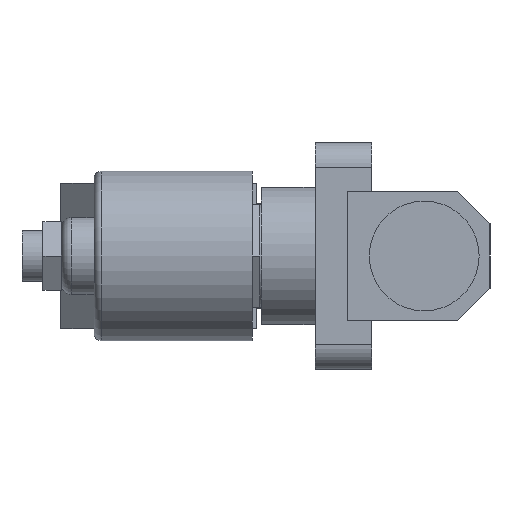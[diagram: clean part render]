
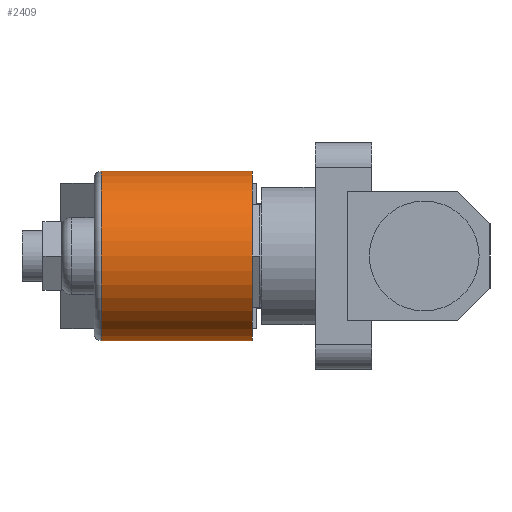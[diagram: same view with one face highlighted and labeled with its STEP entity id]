
A CAD part, left-side view. The second image highlights one B-rep face of the part: STEP entity #2409.
In plain terms, the highlighted cylindrical face has radius 21 mm (diameter 42 mm), a partial arc.
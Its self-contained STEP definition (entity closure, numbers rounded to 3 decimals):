
#3 = DIRECTION ( 'NONE',  ( 0., 0., 1. ) ) ;
#81 = CARTESIAN_POINT ( 'NONE',  ( 0., 9.42, 0. ) ) ;
#173 = CARTESIAN_POINT ( 'NONE',  ( 0., 9.42, 21. ) ) ;
#189 = LINE ( 'NONE', #1664, #195 ) ;
#195 = VECTOR ( 'NONE', #1130, 1000. ) ;
#272 = CARTESIAN_POINT ( 'NONE',  ( 0., 9.42, -21. ) ) ;
#311 = DIRECTION ( 'NONE',  ( 0., 1., 0. ) ) ;
#328 = DIRECTION ( 'NONE',  ( 0., 0., 1. ) ) ;
#404 = AXIS2_PLACEMENT_3D ( 'NONE', #2575, #1363, #2092 ) ;
#594 = ORIENTED_EDGE ( 'NONE', *, *, #772, .T. ) ;
#772 = EDGE_CURVE ( 'NONE', #2685, #2554, #3133, .T. ) ;
#865 = EDGE_LOOP ( 'NONE', ( #2762, #1551, #1571, #594 ) ) ;
#985 = CARTESIAN_POINT ( 'NONE',  ( 0., 46.82, 0. ) ) ;
#1026 = DIRECTION ( 'NONE',  ( 0., -1., 0. ) ) ;
#1097 = CIRCLE ( 'NONE', #1356, 21. ) ;
#1130 = DIRECTION ( 'NONE',  ( 0., -1., 0. ) ) ;
#1245 = DIRECTION ( 'NONE',  ( 0., -1., 0. ) ) ;
#1344 = FACE_OUTER_BOUND ( 'NONE', #865, .T. ) ;
#1356 = AXIS2_PLACEMENT_3D ( 'NONE', #985, #1245, #3 ) ;
#1363 = DIRECTION ( 'NONE',  ( 0., -1., 0. ) ) ;
#1477 = LINE ( 'NONE', #2249, #1648 ) ;
#1551 = ORIENTED_EDGE ( 'NONE', *, *, #3115, .T. ) ;
#1571 = ORIENTED_EDGE ( 'NONE', *, *, #2584, .T. ) ;
#1648 = VECTOR ( 'NONE', #1026, 1000. ) ;
#1664 = CARTESIAN_POINT ( 'NONE',  ( 0., 48.62, -21. ) ) ;
#2049 = AXIS2_PLACEMENT_3D ( 'NONE', #81, #311, #328 ) ;
#2092 = DIRECTION ( 'NONE',  ( 0., 0., -1. ) ) ;
#2249 = CARTESIAN_POINT ( 'NONE',  ( 0., 48.62, 21. ) ) ;
#2409 = ADVANCED_FACE ( 'NONE', ( #1344 ), #2852, .T. ) ;
#2446 = VERTEX_POINT ( 'NONE', #3021 ) ;
#2554 = VERTEX_POINT ( 'NONE', #173 ) ;
#2575 = CARTESIAN_POINT ( 'NONE',  ( 0., 48.62, 0. ) ) ;
#2584 = EDGE_CURVE ( 'NONE', #2446, #2685, #189, .T. ) ;
#2628 = VERTEX_POINT ( 'NONE', #3130 ) ;
#2685 = VERTEX_POINT ( 'NONE', #272 ) ;
#2703 = EDGE_CURVE ( 'NONE', #2628, #2554, #1477, .T. ) ;
#2762 = ORIENTED_EDGE ( 'NONE', *, *, #2703, .F. ) ;
#2852 = CYLINDRICAL_SURFACE ( 'NONE', #404, 21. ) ;
#3021 = CARTESIAN_POINT ( 'NONE',  ( 0., 46.82, -21. ) ) ;
#3115 = EDGE_CURVE ( 'NONE', #2628, #2446, #1097, .T. ) ;
#3130 = CARTESIAN_POINT ( 'NONE',  ( 0., 46.82, 21. ) ) ;
#3133 = CIRCLE ( 'NONE', #2049, 21. ) ;
